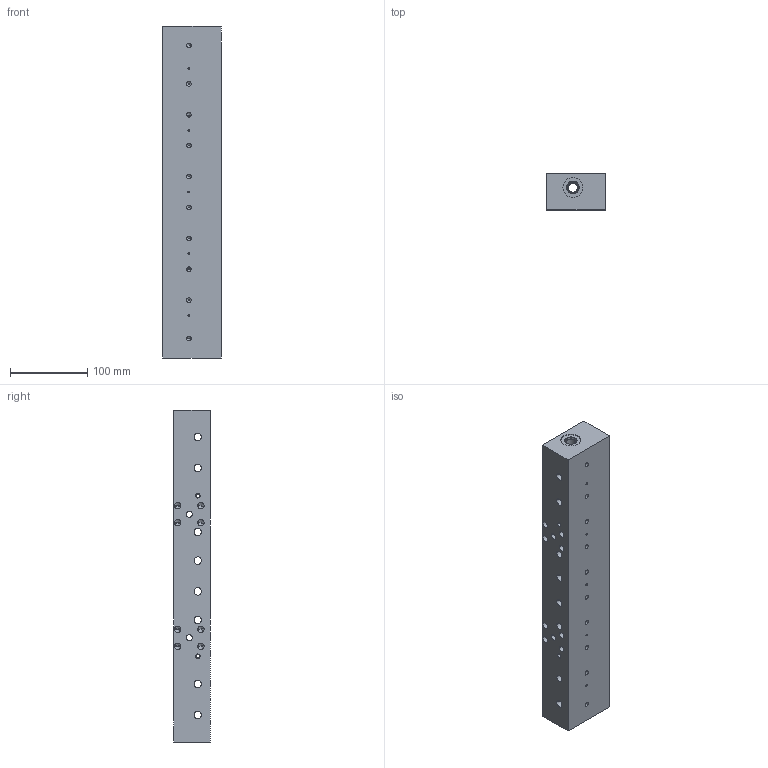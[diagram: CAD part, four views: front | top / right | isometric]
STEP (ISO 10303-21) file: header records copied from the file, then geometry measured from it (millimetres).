
FILE_DESCRIPTION((''),'2;1');
FILE_NAME('Êîðïóñ ãîëîâêè Yutec EP11-5-430.stp','2022-09-04T21:26:58',(''),(''),'Mechanical Desktop 2009','Mechanical Desktop 2009',', , ');
FILE_SCHEMA(('CONFIG_CONTROL_DESIGN'));
Length unit declared in the file: millimetre
Products named in the file (2): ﾊﾎﾐﾏﾓﾑ ﾃﾎﾋﾎﾂﾊﾈ YUTEC EP11-5-430; PART4
Assembly tree (1 placements, depth 2):
  ﾊﾎﾐﾏﾓﾑ ﾃﾎﾋﾎﾂﾊﾈ YUTEC EP11-5-430
    PART4
Bounding box: 76 x 47 x 430 mm (x, y, z)
Volume: 1092007 mm3; surface area: 184475.9 mm2
Topology: 1 solids, 1 shells, 372 faces, 976 edges, 553 vertices
Faces by surface type: cylinder 210, cone 124, plane 34, torus 4
Entity records: 11987 total; most frequent: CARTESIAN_POINT 2933, DIRECTION 1990, ORIENTED_EDGE 1756, EDGE_CURVE 878, AXIS2_PLACEMENT_3D 802, VERTEX_POINT 553, EDGE_LOOP 479, CIRCLE 428
